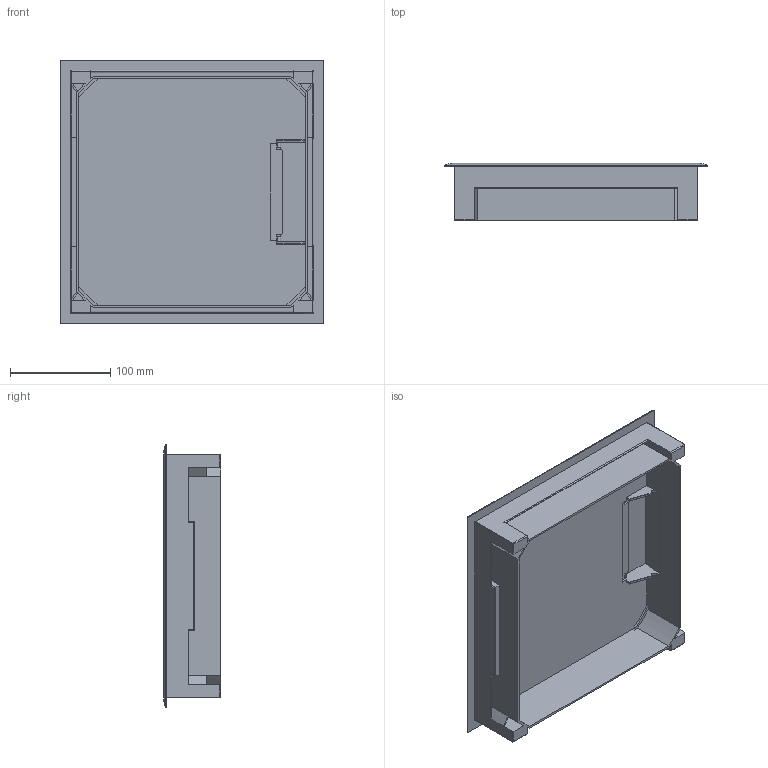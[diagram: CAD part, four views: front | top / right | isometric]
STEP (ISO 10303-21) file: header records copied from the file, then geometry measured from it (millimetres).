
FILE_DESCRIPTION (( 'STEP AP203' ), '1' );
FILE_NAME ('VQ1205.STEP', '2022-07-28T10:55:42', ( '' ), ( '' ), 'SwSTEP 2.0', 'SolidWorks 2019', '' );
FILE_SCHEMA (( 'CONFIG_CONTROL_DESIGN' ));
Length unit declared in the file: millimetre
Products named in the file (4): Klappe VQ12 R5; Schnurauslass VQ12-VE09_Schnurauslass Hager; Rahmen VQ12 R5; VQ1205
Assembly tree (3 placements, depth 2):
  VQ1205
    Rahmen VQ12 R5
    Klappe VQ12 R5
    Schnurauslass VQ12-VE09_Schnurauslass Hager
Bounding box: 263 x 57.3 x 263 mm (x, y, z)
Volume: 574525.9 mm3; surface area: 299382.4 mm2
Topology: 3 solids, 3 shells, 321 faces, 855 edges, 547 vertices
Faces by surface type: plane 182, cylinder 112, bspline 22, sphere 3, torus 2
Entity records: 10883 total; most frequent: CARTESIAN_POINT 2857, ORIENTED_EDGE 1698, DIRECTION 1455, EDGE_CURVE 849, LINE 609, VECTOR 609, VERTEX_POINT 547, AXIS2_PLACEMENT_3D 423
